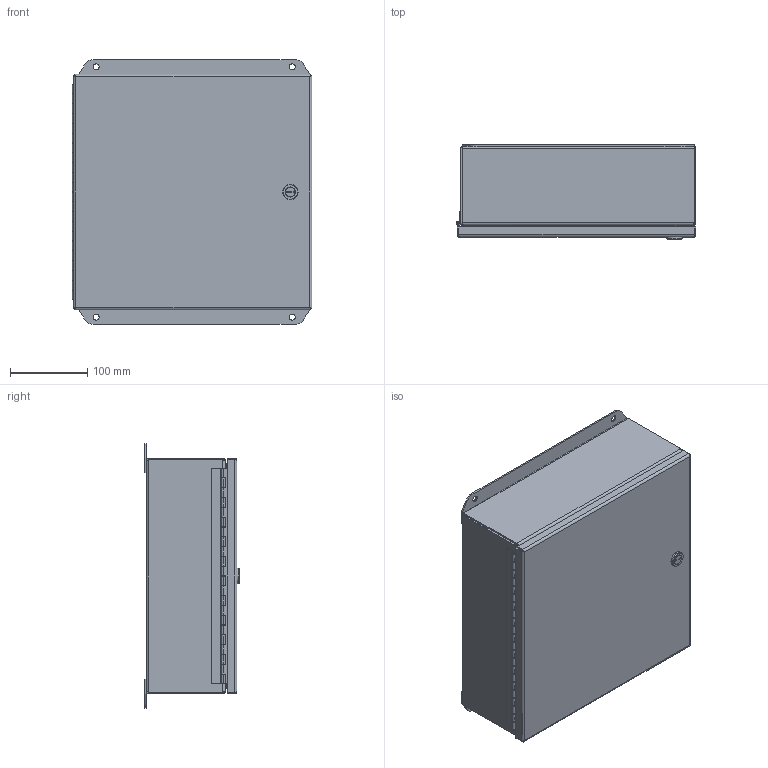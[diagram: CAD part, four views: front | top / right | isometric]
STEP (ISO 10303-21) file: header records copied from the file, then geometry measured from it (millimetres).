
FILE_DESCRIPTION (( 'STEP AP203' ), '1' );
FILE_NAME ('EJ12124AL_Default.step', '2019-11-13T20:00:17', ( '' ), ( '' ), 'SwSTEP 2.0', 'SolidWorks 2019', '' );
FILE_SCHEMA (( 'CONFIG_CONTROL_DESIGN' ));
Length unit declared in the file: inch
Products named in the file (1): EJ12124AL_Default
Bounding box: 310.54 x 122.43 x 342.9 mm (x, y, z)
Volume: 968103.4 mm3; surface area: 974234.4 mm2
Topology: 14 solids, 15 shells, 658 faces, 2032 edges, 1281 vertices
Faces by surface type: plane 432, cylinder 158, bspline 44, cone 24
Entity records: 24541 total; most frequent: CARTESIAN_POINT 6192, ORIENTED_EDGE 4032, DIRECTION 3668, EDGE_CURVE 2016, LINE 1386, VECTOR 1386, VERTEX_POINT 1281, AXIS2_PLACEMENT_3D 1141
